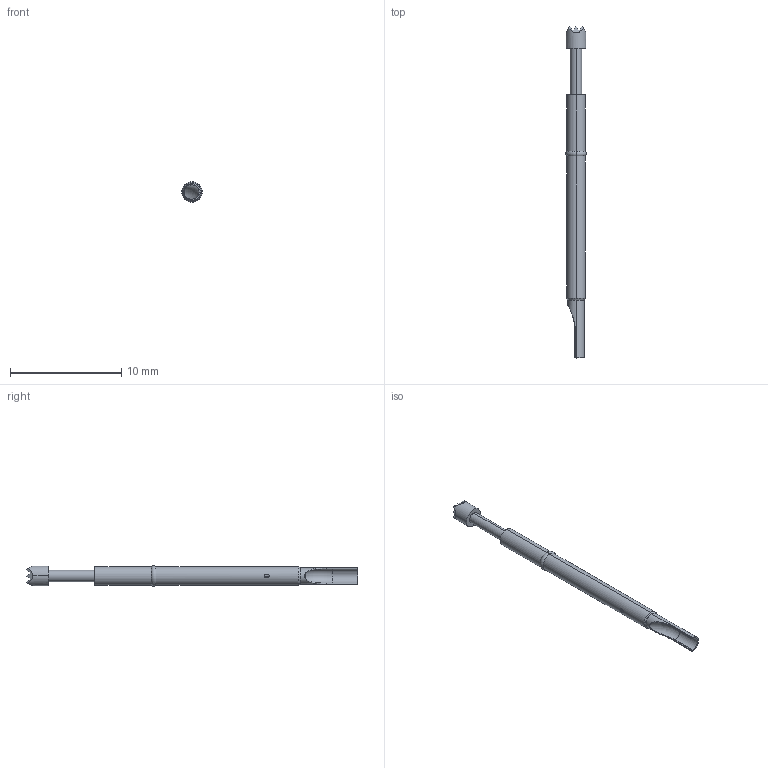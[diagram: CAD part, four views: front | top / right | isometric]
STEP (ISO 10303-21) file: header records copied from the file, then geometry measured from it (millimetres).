
FILE_DESCRIPTION(('FreeCAD Model'),'2;1');
FILE_NAME('S25-022+P25-4023.step','2017-04-13T12:24:00',(''),(''), 'Open CASCADE STEP processor 7.1','FreeCAD','Unknown');
FILE_SCHEMA(('AUTOMOTIVE_DESIGN { 1 0 10303 214 1 1 1 1 }'));
Length unit declared in the file: millimetre
Products named in the file (1): Fusion
Bounding box: 1.83 x 29.9 x 1.83 mm (x, y, z)
Volume: 48.4 mm3; surface area: 317.9 mm2
Topology: 1 solids, 1 shells, 77 faces, 168 edges, 94 vertices
Faces by surface type: plane 38, cylinder 21, sphere 8, torus 5, cone 4, bspline 1
Entity records: 2695 total; most frequent: CARTESIAN_POINT 1027, DIRECTION 354, ORIENTED_EDGE 328, EDGE_CURVE 164, AXIS2_PLACEMENT_3D 136, VERTEX_POINT 94, FACE_BOUND 84, EDGE_LOOP 84
